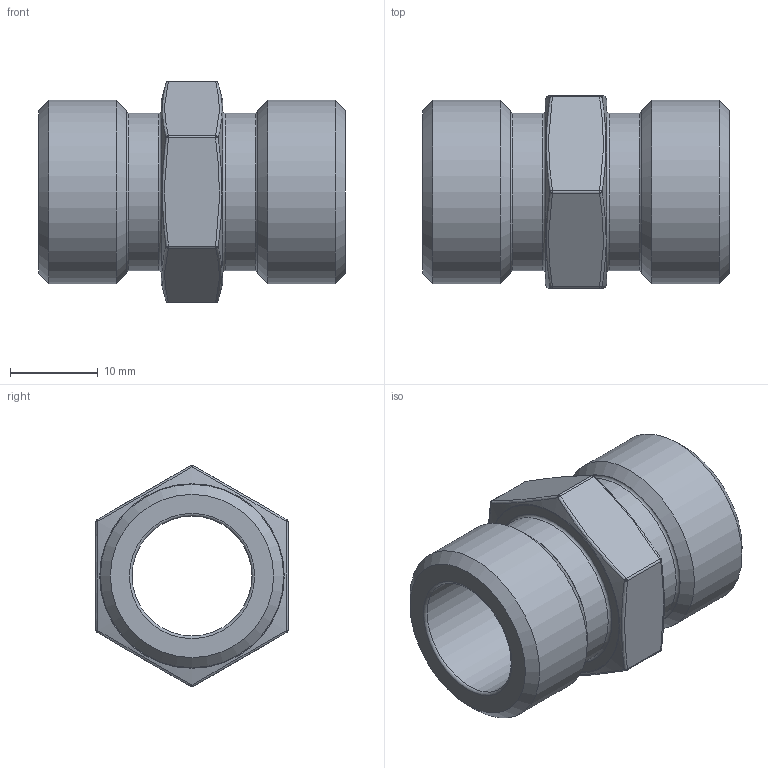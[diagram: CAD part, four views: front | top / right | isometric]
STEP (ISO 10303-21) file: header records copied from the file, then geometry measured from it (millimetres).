
FILE_DESCRIPTION (( 'STEP AP214' ), '1' );
FILE_NAME ('DN-012-6KZ-I 2308.STEP', '2023-08-07T12:23:05', ( '' ), ( '' ), 'SwSTEP 2.0', 'SolidWorks 2019', '' );
FILE_SCHEMA (( 'AUTOMOTIVE_DESIGN' ));
Length unit declared in the file: millimetre
Products named in the file (1): DN-012-6KZ-I 2308
Bounding box: 35 x 22 x 25.31 mm (x, y, z)
Volume: 6511.8 mm3; surface area: 4439 mm2
Topology: 1 solids, 1 shells, 227 faces, 561 edges, 353 vertices
Faces by surface type: plane 112, bspline 78, sphere 12, cylinder 11, torus 8, cone 6
Full cylindrical faces by diameter (mm): 13.7 x1, 18 x2, 20.955 x2
Entity records: 12340 total; most frequent: CARTESIAN_POINT 5809, ORIENTED_EDGE 1062, DIRECTION 735, EDGE_CURVE 531, VERTEX_POINT 350, VECTOR 315, LINE 315, EDGE_LOOP 273
